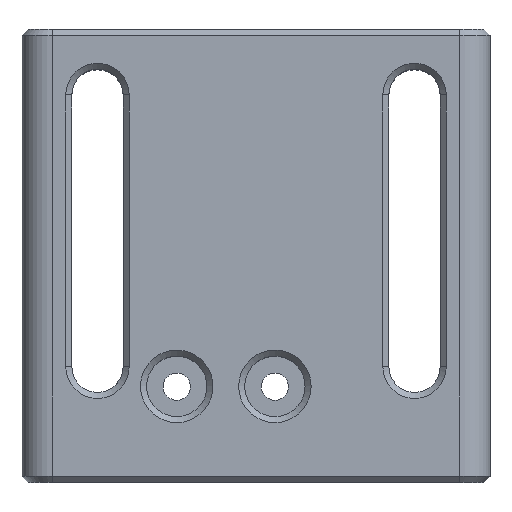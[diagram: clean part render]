
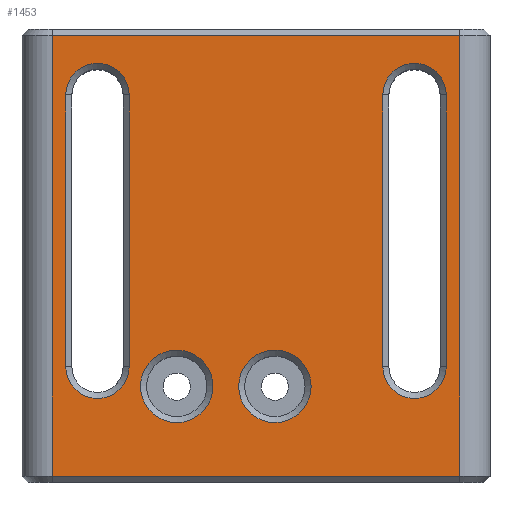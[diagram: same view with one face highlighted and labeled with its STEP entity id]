
A CAD part, top view. The second image highlights one B-rep face of the part: STEP entity #1453.
In plain terms, the highlighted planar face has unit normal (0, 0, 1).
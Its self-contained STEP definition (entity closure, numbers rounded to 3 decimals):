
#17=FACE_BOUND('',#259,.T.);
#18=FACE_BOUND('',#260,.T.);
#19=FACE_BOUND('',#261,.T.);
#20=FACE_BOUND('',#262,.T.);
#60=CIRCLE('',#1553,2.1);
#62=CIRCLE('',#1557,2.1);
#65=CIRCLE('',#1563,2.1);
#66=CIRCLE('',#1564,2.1);
#67=CIRCLE('',#1565,2.4);
#68=CIRCLE('',#1566,2.4);
#168=FACE_OUTER_BOUND('',#258,.T.);
#258=EDGE_LOOP('',(#1002,#1003,#1004,#1005));
#259=EDGE_LOOP('',(#1006,#1007,#1008,#1009));
#260=EDGE_LOOP('',(#1010));
#261=EDGE_LOOP('',(#1011));
#262=EDGE_LOOP('',(#1012,#1013,#1014,#1015));
#364=LINE('',#2191,#501);
#369=LINE('',#2205,#506);
#375=LINE('',#2223,#512);
#376=LINE('',#2225,#513);
#377=LINE('',#2227,#514);
#378=LINE('',#2228,#515);
#379=LINE('',#2231,#516);
#380=LINE('',#2235,#517);
#501=VECTOR('',#1721,10.);
#506=VECTOR('',#1734,10.);
#512=VECTOR('',#1754,10.);
#513=VECTOR('',#1755,10.);
#514=VECTOR('',#1756,10.);
#515=VECTOR('',#1757,10.);
#516=VECTOR('',#1758,10.);
#517=VECTOR('',#1761,10.);
#638=VERTEX_POINT('',#2188);
#639=VERTEX_POINT('',#2190);
#642=VERTEX_POINT('',#2197);
#644=VERTEX_POINT('',#2203);
#648=VERTEX_POINT('',#2221);
#649=VERTEX_POINT('',#2222);
#650=VERTEX_POINT('',#2224);
#651=VERTEX_POINT('',#2226);
#652=VERTEX_POINT('',#2229);
#653=VERTEX_POINT('',#2230);
#654=VERTEX_POINT('',#2232);
#655=VERTEX_POINT('',#2234);
#656=VERTEX_POINT('',#2237);
#657=VERTEX_POINT('',#2239);
#765=EDGE_CURVE('',#638,#639,#364,.T.);
#769=EDGE_CURVE('',#642,#638,#60,.T.);
#772=EDGE_CURVE('',#644,#642,#369,.T.);
#774=EDGE_CURVE('',#639,#644,#62,.T.);
#781=EDGE_CURVE('',#648,#649,#375,.T.);
#782=EDGE_CURVE('',#650,#648,#376,.T.);
#783=EDGE_CURVE('',#651,#650,#377,.T.);
#784=EDGE_CURVE('',#649,#651,#378,.T.);
#785=EDGE_CURVE('',#652,#653,#379,.T.);
#786=EDGE_CURVE('',#654,#652,#65,.T.);
#787=EDGE_CURVE('',#655,#654,#380,.T.);
#788=EDGE_CURVE('',#653,#655,#66,.T.);
#789=EDGE_CURVE('',#656,#656,#67,.T.);
#790=EDGE_CURVE('',#657,#657,#68,.T.);
#1002=ORIENTED_EDGE('',*,*,#781,.F.);
#1003=ORIENTED_EDGE('',*,*,#782,.F.);
#1004=ORIENTED_EDGE('',*,*,#783,.F.);
#1005=ORIENTED_EDGE('',*,*,#784,.F.);
#1006=ORIENTED_EDGE('',*,*,#785,.F.);
#1007=ORIENTED_EDGE('',*,*,#786,.F.);
#1008=ORIENTED_EDGE('',*,*,#787,.F.);
#1009=ORIENTED_EDGE('',*,*,#788,.F.);
#1010=ORIENTED_EDGE('',*,*,#789,.F.);
#1011=ORIENTED_EDGE('',*,*,#790,.F.);
#1012=ORIENTED_EDGE('',*,*,#765,.F.);
#1013=ORIENTED_EDGE('',*,*,#769,.F.);
#1014=ORIENTED_EDGE('',*,*,#772,.F.);
#1015=ORIENTED_EDGE('',*,*,#774,.F.);
#1409=PLANE('',#1562);
#1453=ADVANCED_FACE('',(#168,#17,#18,#19,#20),#1409,.T.);
#1553=AXIS2_PLACEMENT_3D('',#2199,#1727,#1728);
#1557=AXIS2_PLACEMENT_3D('',#2208,#1738,#1739);
#1562=AXIS2_PLACEMENT_3D('',#2220,#1752,#1753);
#1563=AXIS2_PLACEMENT_3D('',#2233,#1759,#1760);
#1564=AXIS2_PLACEMENT_3D('',#2236,#1762,#1763);
#1565=AXIS2_PLACEMENT_3D('',#2238,#1764,#1765);
#1566=AXIS2_PLACEMENT_3D('',#2240,#1766,#1767);
#1721=DIRECTION('',(0.,1.,0.));
#1727=DIRECTION('center_axis',(0.,0.,1.));
#1728=DIRECTION('ref_axis',(-1.,0.,0.));
#1734=DIRECTION('',(0.,-1.,0.));
#1738=DIRECTION('center_axis',(0.,0.,1.));
#1739=DIRECTION('ref_axis',(1.,0.,0.));
#1752=DIRECTION('center_axis',(0.,0.,1.));
#1753=DIRECTION('ref_axis',(1.,0.,0.));
#1754=DIRECTION('',(-1.,0.,0.));
#1755=DIRECTION('',(0.,-1.,0.));
#1756=DIRECTION('',(1.,0.,0.));
#1757=DIRECTION('',(0.,1.,0.));
#1758=DIRECTION('',(0.,-1.,0.));
#1759=DIRECTION('center_axis',(0.,0.,1.));
#1760=DIRECTION('ref_axis',(1.,0.,0.));
#1761=DIRECTION('',(0.,1.,0.));
#1762=DIRECTION('center_axis',(0.,0.,1.));
#1763=DIRECTION('ref_axis',(-1.,0.,0.));
#1764=DIRECTION('center_axis',(0.,0.,1.));
#1765=DIRECTION('ref_axis',(1.,0.,0.));
#1766=DIRECTION('center_axis',(0.,0.,1.));
#1767=DIRECTION('ref_axis',(1.,0.,0.));
#2188=CARTESIAN_POINT('',(2.1,-11.35,20.));
#2190=CARTESIAN_POINT('',(2.1,6.65,20.));
#2191=CARTESIAN_POINT('',(2.1,-7.675,20.));
#2197=CARTESIAN_POINT('',(-2.1,-11.35,20.));
#2199=CARTESIAN_POINT('Origin',(0.,-11.35,20.));
#2203=CARTESIAN_POINT('',(-2.1,6.65,20.));
#2205=CARTESIAN_POINT('',(-2.1,1.325,20.));
#2208=CARTESIAN_POINT('Origin',(0.,6.65,20.));
#2220=CARTESIAN_POINT('Origin',(-10.5,-4.,20.));
#2221=CARTESIAN_POINT('',(3.,-18.6,20.));
#2222=CARTESIAN_POINT('',(-24.,-18.6,20.));
#2223=CARTESIAN_POINT('',(-18.25,-18.6,20.));
#2224=CARTESIAN_POINT('',(3.,10.6,20.));
#2225=CARTESIAN_POINT('',(3.,-11.5,20.));
#2226=CARTESIAN_POINT('',(-24.,10.6,20.));
#2227=CARTESIAN_POINT('',(-2.75,10.6,20.));
#2228=CARTESIAN_POINT('',(-24.,3.5,20.));
#2229=CARTESIAN_POINT('',(-23.1,6.65,20.));
#2230=CARTESIAN_POINT('',(-23.1,-11.35,20.));
#2231=CARTESIAN_POINT('',(-23.1,1.325,20.));
#2232=CARTESIAN_POINT('',(-18.9,6.65,20.));
#2233=CARTESIAN_POINT('Origin',(-21.,6.65,20.));
#2234=CARTESIAN_POINT('',(-18.9,-11.35,20.));
#2235=CARTESIAN_POINT('',(-18.9,-7.675,20.));
#2236=CARTESIAN_POINT('Origin',(-21.,-11.35,20.));
#2237=CARTESIAN_POINT('',(-18.15,-12.65,20.));
#2238=CARTESIAN_POINT('Origin',(-15.75,-12.65,20.));
#2239=CARTESIAN_POINT('',(-11.65,-12.65,20.));
#2240=CARTESIAN_POINT('Origin',(-9.25,-12.65,20.));
